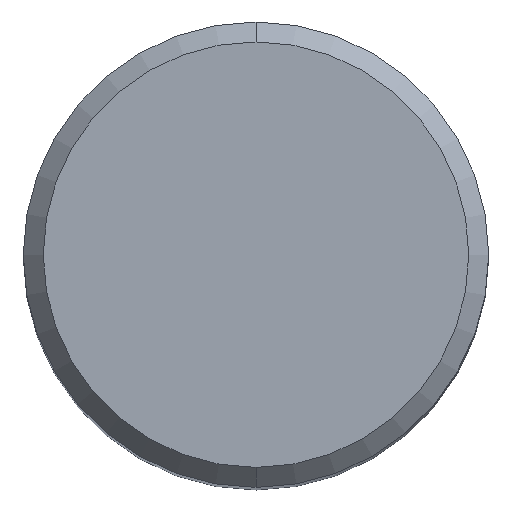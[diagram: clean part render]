
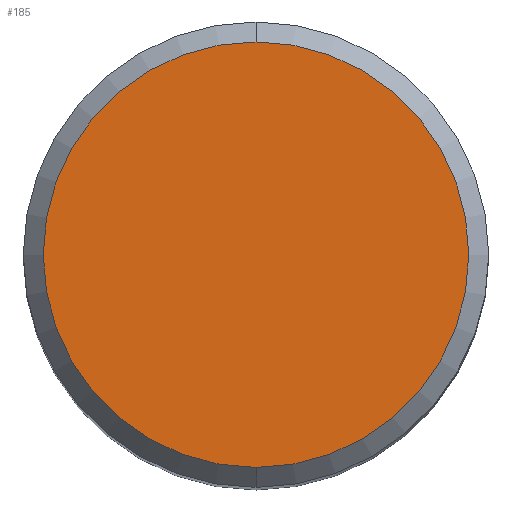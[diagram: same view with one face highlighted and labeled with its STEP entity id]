
A CAD part, top view. The second image highlights one B-rep face of the part: STEP entity #185.
In plain terms, the highlighted planar face has unit normal (0, 0, 1).
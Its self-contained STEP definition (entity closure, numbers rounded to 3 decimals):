
#135=VERTEX_POINT('',#289);
#159=EDGE_CURVE('',#219,#135,#317,.T.);
#185=ADVANCED_FACE('',(#347),#348,.T.);
#193=EDGE_CURVE('',#135,#219,#356,.T.);
#219=VERTEX_POINT('',#385);
#289=CARTESIAN_POINT('',(0.,-6.4,0.0));
#317=CIRCLE('',#496,6.4);
#347=FACE_OUTER_BOUND('',#533,.T.);
#348=PLANE('',#534);
#356=CIRCLE('',#546,6.4);
#385=CARTESIAN_POINT('',(0.0,6.4,0.0));
#496=AXIS2_PLACEMENT_3D('',#688,#689,#690);
#533=EDGE_LOOP('',(#734,#735));
#534=AXIS2_PLACEMENT_3D('',#736,#737,#738);
#546=AXIS2_PLACEMENT_3D('',#743,#744,#745);
#688=CARTESIAN_POINT('',(0.0,0.0,0.0));
#689=DIRECTION('',(0.0,0.0,-1.0));
#690=DIRECTION('',(0.0,1.0,0.0));
#734=ORIENTED_EDGE('',*,*,#159,.F.);
#735=ORIENTED_EDGE('',*,*,#193,.F.);
#736=CARTESIAN_POINT('',(0.0,3.2,0.0));
#737=DIRECTION('',(-0.0,0.0,1.0));
#738=DIRECTION('',(0.0,-1.0,0.0));
#743=CARTESIAN_POINT('',(0.0,0.0,0.0));
#744=DIRECTION('',(0.0,0.0,-1.0));
#745=DIRECTION('',(0.0,1.0,0.0));
